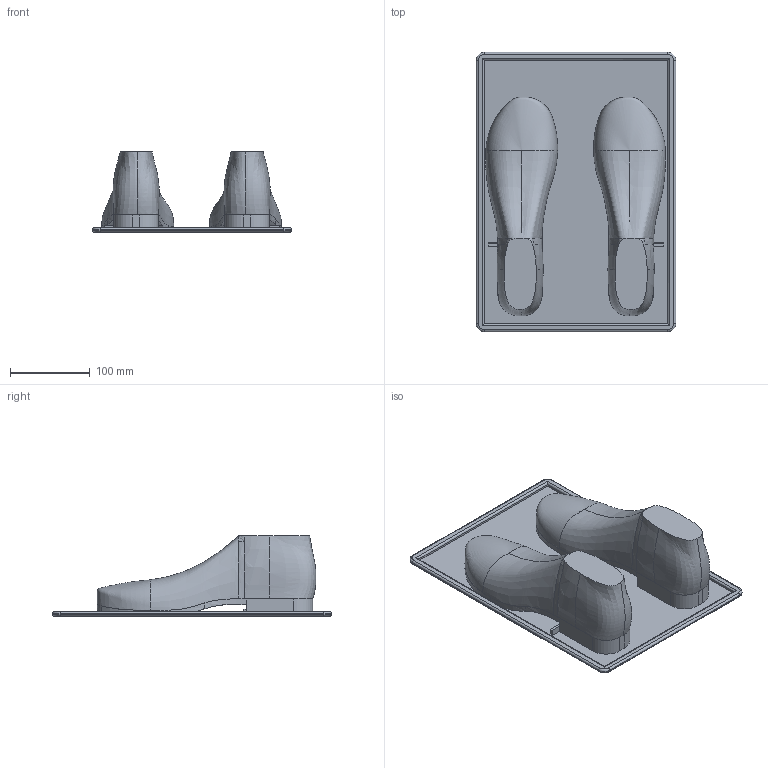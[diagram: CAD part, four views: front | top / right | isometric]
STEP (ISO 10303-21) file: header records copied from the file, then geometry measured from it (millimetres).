
FILE_DESCRIPTION (( 'STEP AP203' ), '1' );
FILE_NAME ('zapatoconcharola.STEP', '2023-03-03T01:03:54', ( '' ), ( '' ), 'SwSTEP 2.0', 'SolidWorks 2022', '' );
FILE_SCHEMA (( 'CONFIG_CONTROL_DESIGN' ));
Length unit declared in the file: millimetre
Products named in the file (4): zapatoconcharola; Charola; SimetríaZapato negro; Zapato negro
Assembly tree (3 placements, depth 2):
  zapatoconcharola
    Charola
    Zapato negro
    SimetríaZapato negro
Bounding box: 250 x 350 x 100.5 mm (x, y, z)
Volume: 2167106.2 mm3; surface area: 401207.3 mm2
Topology: 5 solids, 5 shells, 131 faces, 404 edges, 284 vertices
Faces by surface type: cylinder 52, plane 49, bspline 22, torus 8
Entity records: 20391 total; most frequent: CARTESIAN_POINT 16590, ORIENTED_EDGE 804, DIRECTION 592, EDGE_CURVE 402, VERTEX_POINT 284, AXIS2_PLACEMENT_3D 211, VECTOR 170, LINE 170
